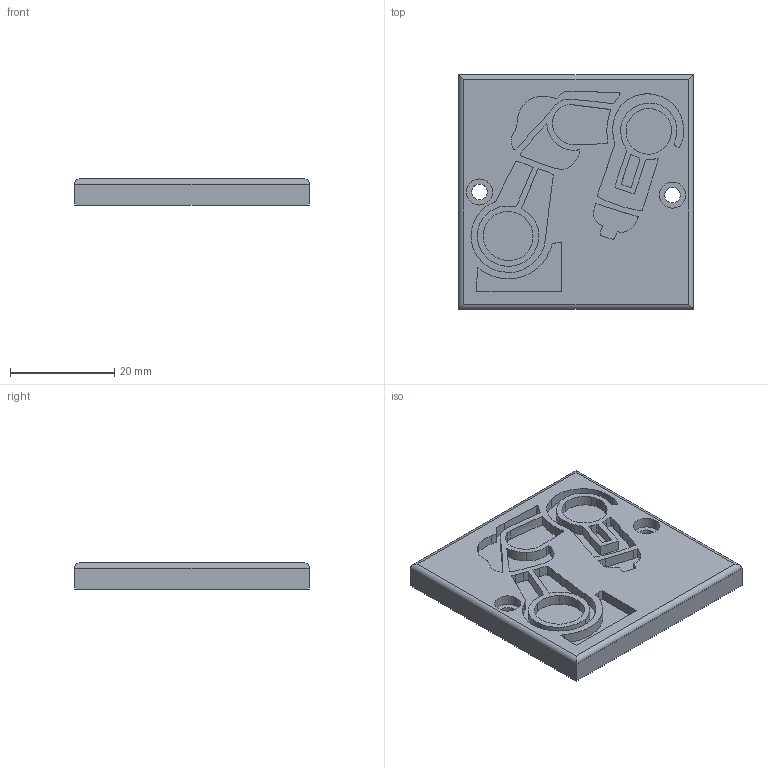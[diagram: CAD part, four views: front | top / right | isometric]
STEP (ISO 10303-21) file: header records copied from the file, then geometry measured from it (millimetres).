
FILE_DESCRIPTION(/* description */ (''),/* implementation_level */ '2;1');
FILE_NAME(/* name */ 'logo negative.step',/* time_stamp */ '2025-07-22T18:00:04+03:00',/* author */ (''),/* organization */ (''),/* preprocessor_version */ 'ST-DEVELOPER v20.1',/* originating_system */ 'Autodesk Translation Framework v14.10.0.0',/* authorisation */ '');
FILE_SCHEMA (('AUTOMOTIVE_DESIGN { 1 0 10303 214 3 1 1 }'));
Length unit declared in the file: millimetre
Products named in the file (1): logo negative
Bounding box: 45 x 45 x 5 mm (x, y, z)
Volume: 8676.1 mm3; surface area: 5922.3 mm2
Topology: 1 solids, 1 shells, 171 faces, 467 edges, 310 vertices
Faces by surface type: bspline 119, plane 44, cylinder 8
Full cylindrical faces by diameter (mm): 3 x2, 5 x2
Entity records: 5699 total; most frequent: CARTESIAN_POINT 2496, ORIENTED_EDGE 934, EDGE_CURVE 467, DIRECTION 347, VERTEX_POINT 310, LINE 217, VECTOR 217, EDGE_LOOP 187
